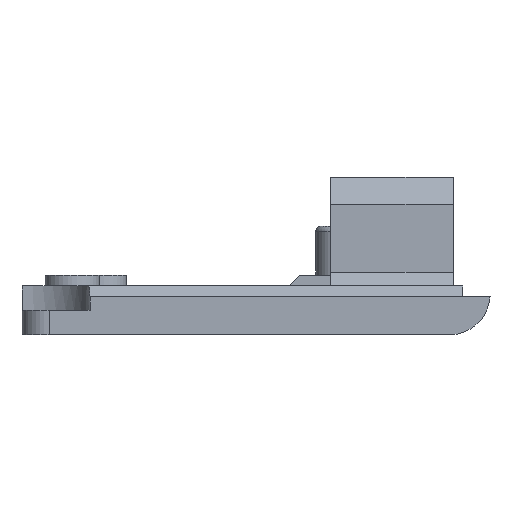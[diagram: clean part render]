
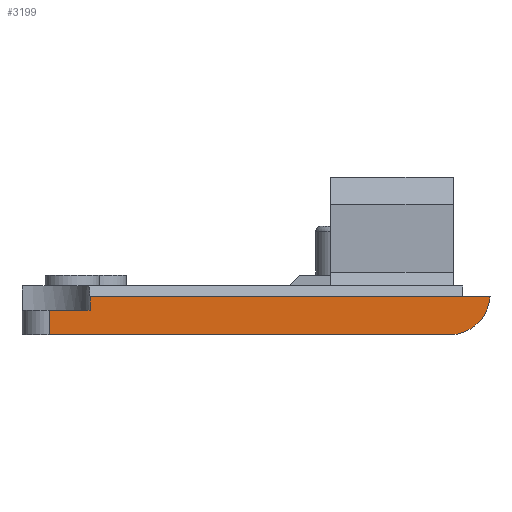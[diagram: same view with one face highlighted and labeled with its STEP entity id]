
A CAD part, left-side view. The second image highlights one B-rep face of the part: STEP entity #3199.
In plain terms, the highlighted planar face has unit normal (-1, 0, 0).
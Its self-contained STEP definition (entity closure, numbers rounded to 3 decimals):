
#249=CIRCLE('',#3529,1.5);
#425=FACE_OUTER_BOUND('',#623,.T.);
#623=EDGE_LOOP('',(#2883,#2884,#2885,#2886,#2887,#2888,#2889));
#738=LINE('',#4793,#1055);
#929=LINE('',#5379,#1246);
#939=LINE('',#5404,#1256);
#940=LINE('',#5406,#1257);
#941=LINE('',#5407,#1258);
#942=LINE('',#5408,#1259);
#1055=VECTOR('',#3809,10.);
#1246=VECTOR('',#4444,10.);
#1256=VECTOR('',#4470,10.);
#1257=VECTOR('',#4471,10.);
#1258=VECTOR('',#4472,10.);
#1259=VECTOR('',#4473,10.);
#1366=VERTEX_POINT('',#4789);
#1368=VERTEX_POINT('',#4792);
#1540=VERTEX_POINT('',#5376);
#1541=VERTEX_POINT('',#5378);
#1547=VERTEX_POINT('',#5399);
#1548=VERTEX_POINT('',#5403);
#1549=VERTEX_POINT('',#5405);
#1696=EDGE_CURVE('',#1368,#1366,#738,.T.);
#1985=EDGE_CURVE('',#1540,#1541,#929,.T.);
#1996=EDGE_CURVE('',#1547,#1366,#249,.T.);
#1998=EDGE_CURVE('',#1540,#1548,#939,.T.);
#1999=EDGE_CURVE('',#1548,#1549,#940,.T.);
#2000=EDGE_CURVE('',#1368,#1549,#941,.T.);
#2001=EDGE_CURVE('',#1547,#1541,#942,.T.);
#2883=ORIENTED_EDGE('',*,*,#1985,.F.);
#2884=ORIENTED_EDGE('',*,*,#1998,.T.);
#2885=ORIENTED_EDGE('',*,*,#1999,.T.);
#2886=ORIENTED_EDGE('',*,*,#2000,.F.);
#2887=ORIENTED_EDGE('',*,*,#1696,.T.);
#2888=ORIENTED_EDGE('',*,*,#1996,.F.);
#2889=ORIENTED_EDGE('',*,*,#2001,.T.);
#3023=PLANE('',#3530);
#3199=ADVANCED_FACE('',(#425),#3023,.T.);
#3529=AXIS2_PLACEMENT_3D('',#5400,#4465,#4466);
#3530=AXIS2_PLACEMENT_3D('',#5402,#4468,#4469);
#3809=DIRECTION('',(0.,-1.,0.));
#4444=DIRECTION('',(0.,-1.,0.));
#4465=DIRECTION('center_axis',(1.,0.,0.));
#4466=DIRECTION('ref_axis',(0.,-0.998,-0.067));
#4468=DIRECTION('center_axis',(-1.,0.,0.));
#4469=DIRECTION('ref_axis',(0.,-1.,0.));
#4470=DIRECTION('',(0.,0.,-1.));
#4471=DIRECTION('',(0.,1.,0.));
#4472=DIRECTION('',(0.,0.,1.));
#4473=DIRECTION('',(0.,1.,0.));
#4789=CARTESIAN_POINT('',(0.,1.497,0.));
#4792=CARTESIAN_POINT('',(0.,16.2,0.));
#4793=CARTESIAN_POINT('',(0.,17.2,0.));
#5376=CARTESIAN_POINT('',(0.,14.7,1.4));
#5378=CARTESIAN_POINT('',(0.,1.,1.4));
#5379=CARTESIAN_POINT('',(0.,12.9,1.4));
#5399=CARTESIAN_POINT('',(0.,0.,1.4));
#5400=CARTESIAN_POINT('Origin',(0.,1.497,1.5));
#5402=CARTESIAN_POINT('Origin',(0.,17.2,0.));
#5403=CARTESIAN_POINT('',(0.,14.7,0.9));
#5404=CARTESIAN_POINT('',(0.,14.7,1.8));
#5405=CARTESIAN_POINT('',(0.,16.2,0.9));
#5406=CARTESIAN_POINT('',(0.,16.575,0.9));
#5407=CARTESIAN_POINT('',(0.,16.2,0.));
#5408=CARTESIAN_POINT('',(0.,8.85,1.4));
